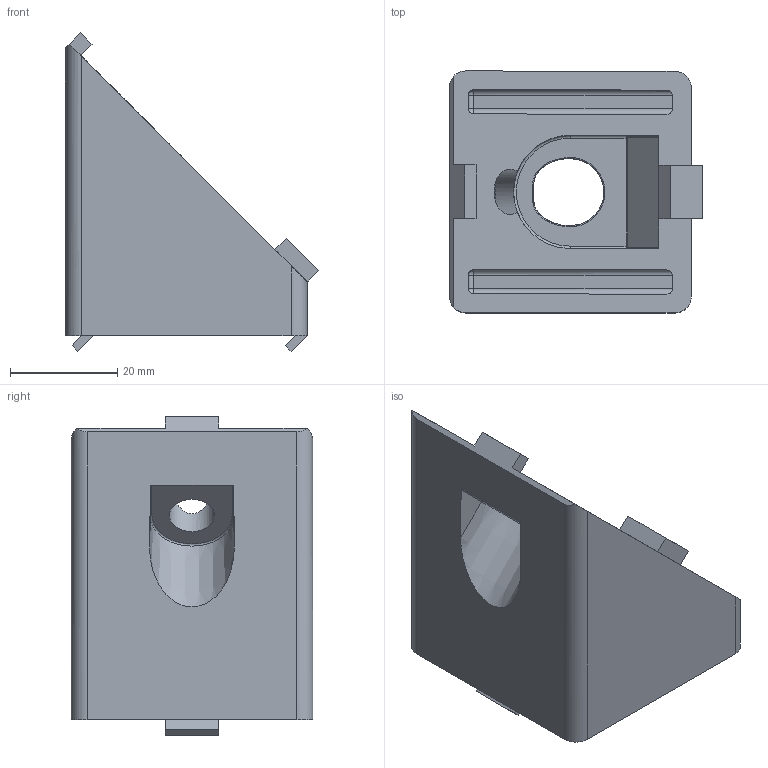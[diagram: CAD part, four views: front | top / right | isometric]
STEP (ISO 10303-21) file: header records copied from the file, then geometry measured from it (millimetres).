
FILE_DESCRIPTION(/* description */ ('Spoj 45x45 mm 45°, bez vrtání profilu (drážka 10mm)'),/* implementation_level */ '2;1');
FILE_NAME(/* name */ '304546.stp',/* time_stamp */ '2022-10-07T08:28:28+02:00',/* author */ ('aluteckkpl_am'),/* organization */ (''),/* preprocessor_version */ 'ST-DEVELOPER v18.1',/* originating_system */ 'Autodesk Inventor 2021',/* authorisation */ '');
FILE_SCHEMA (('CONFIG_CONTROL_DESIGN'));
Length unit declared in the file: millimetre
Products named in the file (1): -
Bounding box: 47.12 x 45 x 59.31 mm (x, y, z)
Volume: 42946.7 mm3; surface area: 16631.5 mm2
Topology: 1 solids, 1 shells, 127 faces, 302 edges, 182 vertices
Faces by surface type: plane 54, cylinder 49, bspline 14, torus 4, sphere 4, cone 2
Full cylindrical faces by diameter (mm): 8.5 x1
Entity records: 4106 total; most frequent: CARTESIAN_POINT 1088, DIRECTION 639, ORIENTED_EDGE 604, EDGE_CURVE 302, AXIS2_PLACEMENT_3D 230, VERTEX_POINT 182, LINE 179, VECTOR 179
